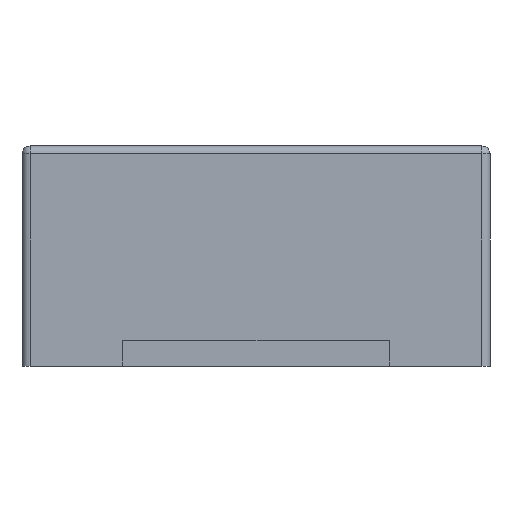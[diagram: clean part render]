
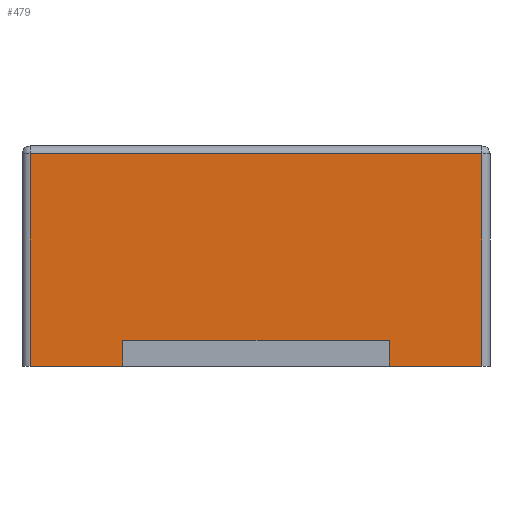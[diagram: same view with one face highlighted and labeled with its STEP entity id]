
A CAD part, left-side view. The second image highlights one B-rep face of the part: STEP entity #479.
In plain terms, the highlighted planar face has unit normal (-1, 0, 0).
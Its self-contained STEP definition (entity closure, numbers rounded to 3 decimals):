
#440 = CARTESIAN_POINT ( 'NONE',  ( -1.75, -1.231, 1.156 ) ) ;
#441 = VERTEX_POINT ( 'NONE', #440 ) ;
#442 = CARTESIAN_POINT ( 'NONE',  ( -1.75, 1.231, 1.156 ) ) ;
#443 = VERTEX_POINT ( 'NONE', #442 ) ;
#444 = CARTESIAN_POINT ( 'NONE',  ( -1.75, -1.275, 1.156 ) ) ;
#445 = DIRECTION ( 'NONE',  ( 0., 1., 0. ) ) ;
#446 = VECTOR ( 'NONE', #445, 1000. ) ;
#447 = LINE ( 'NONE', #444, #446 ) ;
#448 = EDGE_CURVE ( 'NONE', #441, #443, #447, .T. ) ;
#449 = ORIENTED_EDGE ( 'NONE', *, *, #448, .T. ) ;
#450 = CARTESIAN_POINT ( 'NONE',  ( -1.75, 1.231, 0. ) ) ;
#451 = VERTEX_POINT ( 'NONE', #450 ) ;
#452 = CARTESIAN_POINT ( 'NONE',  ( -1.75, 1.231, 1.2 ) ) ;
#453 = DIRECTION ( 'NONE',  ( 0., 0., -1. ) ) ;
#454 = VECTOR ( 'NONE', #453, 1000. ) ;
#455 = LINE ( 'NONE', #452, #454 ) ;
#456 = EDGE_CURVE ( 'NONE', #443, #451, #455, .T. ) ;
#457 = ORIENTED_EDGE ( 'NONE', *, *, #456, .T. ) ;
#458 = CARTESIAN_POINT ( 'NONE',  ( -1.75, -1.231, 0. ) ) ;
#459 = VERTEX_POINT ( 'NONE', #458 ) ;
#460 = CARTESIAN_POINT ( 'NONE',  ( -1.75, -1.275, 0. ) ) ;
#461 = DIRECTION ( 'NONE',  ( 0., -1., 0. ) ) ;
#462 = VECTOR ( 'NONE', #461, 1000. ) ;
#463 = LINE ( 'NONE', #460, #462 ) ;
#464 = EDGE_CURVE ( 'NONE', #451, #459, #463, .T. ) ;
#465 = ORIENTED_EDGE ( 'NONE', *, *, #464, .T. ) ;
#466 = CARTESIAN_POINT ( 'NONE',  ( -1.75, -1.231, 1.2 ) ) ;
#467 = DIRECTION ( 'NONE',  ( 0., 0., 1. ) ) ;
#468 = VECTOR ( 'NONE', #467, 1000. ) ;
#469 = LINE ( 'NONE', #466, #468 ) ;
#470 = EDGE_CURVE ( 'NONE', #459, #441, #469, .T. ) ;
#471 = ORIENTED_EDGE ( 'NONE', *, *, #470, .T. ) ;
#472 = EDGE_LOOP ( 'NONE', ( #449, #457, #465, #471 ) ) ;
#473 = FACE_OUTER_BOUND ( 'NONE', #472, .T. ) ;
#474 = CARTESIAN_POINT ( 'NONE',  ( -1.75, -1.275, 1.2 ) ) ;
#475 = DIRECTION ( 'NONE',  ( 1., 0., 0. ) ) ;
#476 = DIRECTION ( 'NONE',  ( 0., 1., 0. ) ) ;
#477 = AXIS2_PLACEMENT_3D ( 'NONE', #474, #475, #476 ) ;
#478 = PLANE ( 'NONE', #477 ) ;
#479 = ADVANCED_FACE ( 'NONE', ( #473 ), #478, .F. ) ;
